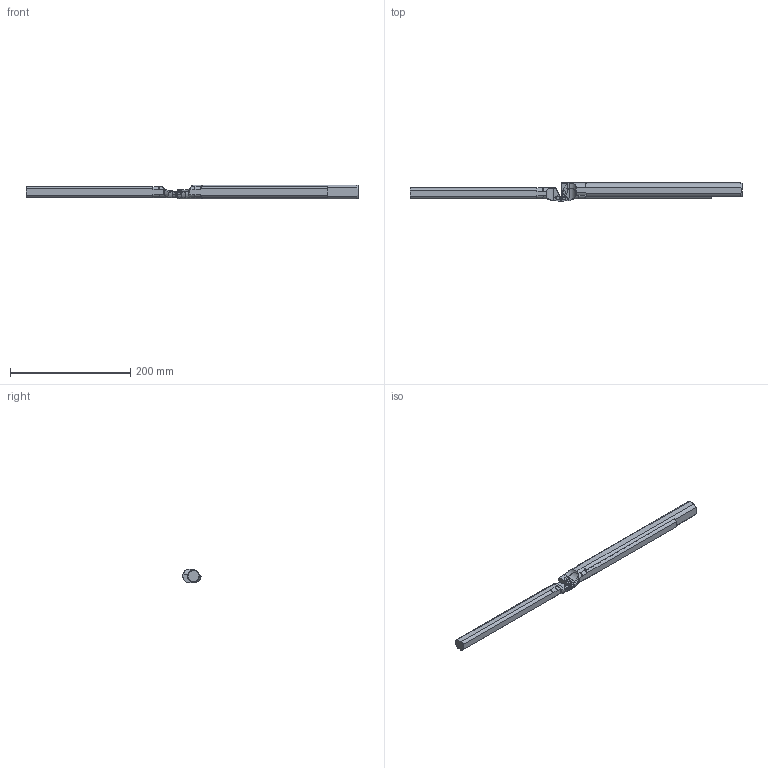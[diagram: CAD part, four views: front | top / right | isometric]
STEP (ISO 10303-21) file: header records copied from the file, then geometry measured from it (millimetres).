
FILE_DESCRIPTION(/* description */ (''),/* implementation_level */ '2;1');
FILE_NAME(/* name */ 'S20SSWLCL06_SIM.stp',/* time_stamp */ '2022-11-24T07:38:17+01:00',/* author */ (''),/* organization */ (''),/* preprocessor_version */ 'ST-DEVELOPER v18.102',/* originating_system */ 'SIEMENS PLM Software NX 2027',/* authorisation */ '');
FILE_SCHEMA (('AUTOMOTIVE_DESIGN { 1 0 10303 214 3 1 1 1 }'));
Length unit declared in the file: millimetre
Products named in the file (1): model1
Bounding box: 553.03 x 30.86 x 23 mm (x, y, z)
Volume: 275892.4 mm3; surface area: 56466.6 mm2
Topology: 6 solids, 6 shells, 156 faces, 428 edges, 284 vertices
Faces by surface type: plane 53, cylinder 34, cone 32, torus 25, bspline 12
Full cylindrical faces by diameter (mm): 4.4 x3, 6 x3
Entity records: 6180 total; most frequent: CARTESIAN_POINT 2502, ORIENTED_EDGE 834, DIRECTION 645, EDGE_CURVE 417, VERTEX_POINT 282, AXIS2_PLACEMENT_3D 256, EDGE_LOOP 171, ADVANCED_FACE 156
